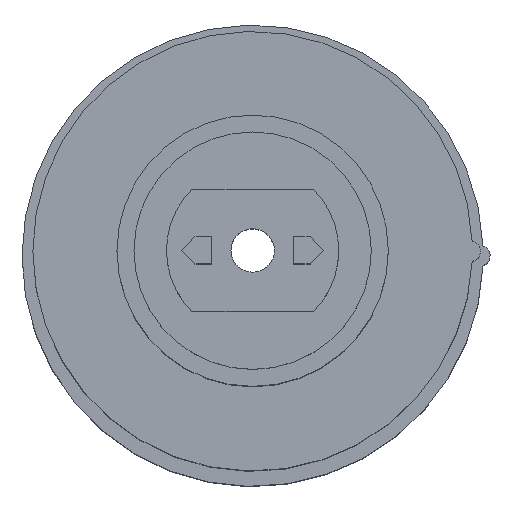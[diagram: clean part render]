
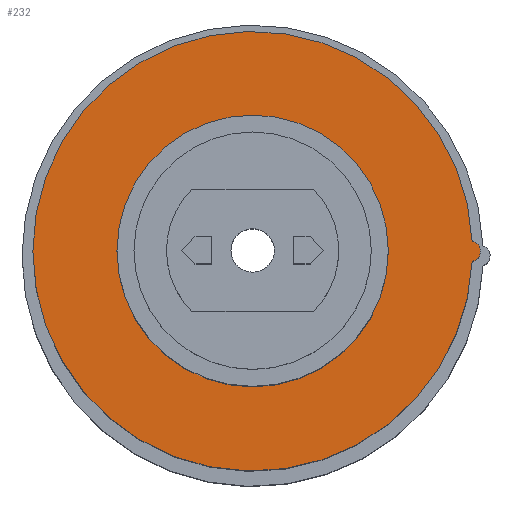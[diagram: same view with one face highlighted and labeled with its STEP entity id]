
A CAD part, top view. The second image highlights one B-rep face of the part: STEP entity #232.
In plain terms, the highlighted planar face has unit normal (0, 0, 1).
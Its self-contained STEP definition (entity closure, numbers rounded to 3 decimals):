
#232=ADVANCED_FACE('',(#499,#500),#501,.F.);
#499=FACE_OUTER_BOUND('',#801,.T.);
#500=FACE_BOUND('',#802,.T.);
#501=PLANE('',#803);
#801=EDGE_LOOP('',(#1410,#1411,#1412));
#802=EDGE_LOOP('',(#1413,#1414));
#803=AXIS2_PLACEMENT_3D('',#1415,#1416,#1417);
#1410=ORIENTED_EDGE('',*,*,#1938,.F.);
#1411=ORIENTED_EDGE('',*,*,#1934,.T.);
#1412=ORIENTED_EDGE('',*,*,#1796,.T.);
#1413=ORIENTED_EDGE('',*,*,#1939,.F.);
#1414=ORIENTED_EDGE('',*,*,#1940,.T.);
#1415=CARTESIAN_POINT('',(0.,0.,216.0));
#1416=DIRECTION('',(0.,0.,-1.0));
#1417=DIRECTION('',(1.0,0.,0.));
#1796=EDGE_CURVE('',#2144,#2148,#2150,.T.);
#1934=EDGE_CURVE('',#2346,#2144,#2347,.T.);
#1938=EDGE_CURVE('',#2346,#2148,#2352,.T.);
#1939=EDGE_CURVE('',#2353,#2354,#2355,.T.);
#1940=EDGE_CURVE('',#2353,#2354,#2356,.T.);
#2144=VERTEX_POINT('',#2748);
#2148=VERTEX_POINT('',#2753);
#2150=CIRCLE('',#2756,16.2);
#2346=VERTEX_POINT('',#3045);
#2347=CIRCLE('',#3046,16.2);
#2352=CIRCLE('',#3052,0.75);
#2353=VERTEX_POINT('',#3053);
#2354=VERTEX_POINT('',#3054);
#2355=CIRCLE('',#3055,10.0);
#2356=CIRCLE('',#3056,10.0);
#2748=CARTESIAN_POINT('',(-16.2,0.,216.0));
#2753=CARTESIAN_POINT('',(16.183,-0.738,216.0));
#2756=AXIS2_PLACEMENT_3D('',#3373,#3374,#3375);
#3045=CARTESIAN_POINT('',(16.183,0.738,216.0));
#3046=AXIS2_PLACEMENT_3D('',#3575,#3576,#3577);
#3052=AXIS2_PLACEMENT_3D('',#3582,#3583,#3584);
#3053=CARTESIAN_POINT('',(-10.,0.,216.0));
#3054=CARTESIAN_POINT('',(10.0,0.,216.0));
#3055=AXIS2_PLACEMENT_3D('',#3585,#3586,#3587);
#3056=AXIS2_PLACEMENT_3D('',#3588,#3589,#3590);
#3373=CARTESIAN_POINT('',(0.,0.,216.0));
#3374=DIRECTION('',(0.,0.,1.0));
#3375=DIRECTION('',(0.999,0.046,0.));
#3575=CARTESIAN_POINT('',(0.,0.,216.0));
#3576=DIRECTION('',(0.,0.,1.0));
#3577=DIRECTION('',(0.999,0.046,0.));
#3582=CARTESIAN_POINT('',(16.05,0.,216.0));
#3583=DIRECTION('',(0.,0.,-1.0));
#3584=DIRECTION('',(0.178,0.984,0.));
#3585=CARTESIAN_POINT('',(0.,0.,216.0));
#3586=DIRECTION('',(0.,0.,1.0));
#3587=DIRECTION('',(-1.0,0.,0.));
#3588=CARTESIAN_POINT('',(0.,0.,216.0));
#3589=DIRECTION('',(0.,0.,-1.0));
#3590=DIRECTION('',(-1.0,0.,0.));
